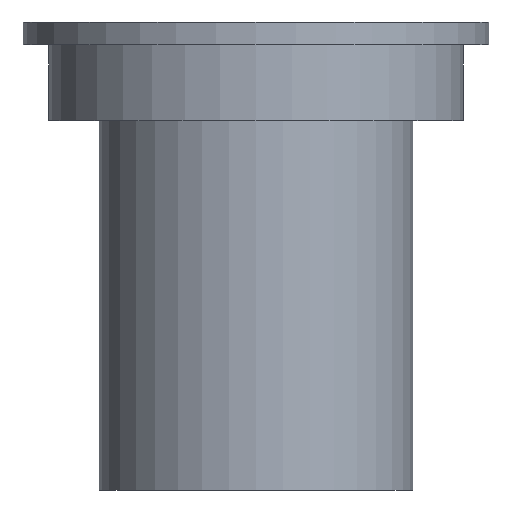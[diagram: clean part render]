
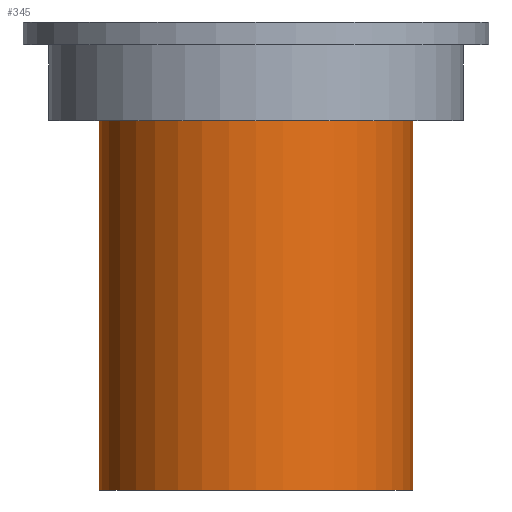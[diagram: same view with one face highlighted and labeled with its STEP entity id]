
A CAD part, front view. The second image highlights one B-rep face of the part: STEP entity #345.
In plain terms, the highlighted cylindrical face has radius 31 mm (diameter 62 mm), a full revolution.
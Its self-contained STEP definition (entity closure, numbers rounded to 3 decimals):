
#59=FACE_OUTER_BOUND('',#93,.T.);
#93=EDGE_LOOP('',(#279,#280,#281,#282));
#116=LINE('',#624,#127);
#127=VECTOR('',#510,31.);
#147=CIRCLE('',#403,31.);
#148=CIRCLE('',#405,31.);
#178=VERTEX_POINT('',#619);
#179=VERTEX_POINT('',#622);
#213=EDGE_CURVE('',#178,#178,#147,.T.);
#214=EDGE_CURVE('',#179,#179,#148,.T.);
#215=EDGE_CURVE('',#179,#178,#116,.T.);
#279=ORIENTED_EDGE('',*,*,#214,.F.);
#280=ORIENTED_EDGE('',*,*,#215,.T.);
#281=ORIENTED_EDGE('',*,*,#213,.T.);
#282=ORIENTED_EDGE('',*,*,#215,.F.);
#325=CYLINDRICAL_SURFACE('',#404,31.);
#345=ADVANCED_FACE('',(#59),#325,.T.);
#403=AXIS2_PLACEMENT_3D('',#620,#504,#505);
#404=AXIS2_PLACEMENT_3D('',#621,#506,#507);
#405=AXIS2_PLACEMENT_3D('',#623,#508,#509);
#504=DIRECTION('center_axis',(0.,0.,-1.));
#505=DIRECTION('ref_axis',(1.,0.,0.));
#506=DIRECTION('center_axis',(0.,0.,-1.));
#507=DIRECTION('ref_axis',(-1.,0.,0.));
#508=DIRECTION('center_axis',(0.,0.,-1.));
#509=DIRECTION('ref_axis',(1.,0.,0.));
#510=DIRECTION('',(0.,0.,1.));
#619=CARTESIAN_POINT('',(31.,0.,-20.));
#620=CARTESIAN_POINT('Origin',(0.,0.,-20.));
#621=CARTESIAN_POINT('Origin',(0.,0.,-56.5));
#622=CARTESIAN_POINT('',(31.,0.,-93.));
#623=CARTESIAN_POINT('Origin',(0.,0.,-93.));
#624=CARTESIAN_POINT('',(31.,0.,-56.5));
